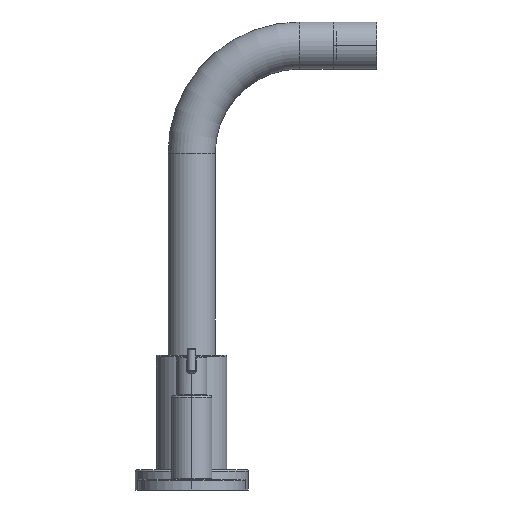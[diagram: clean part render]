
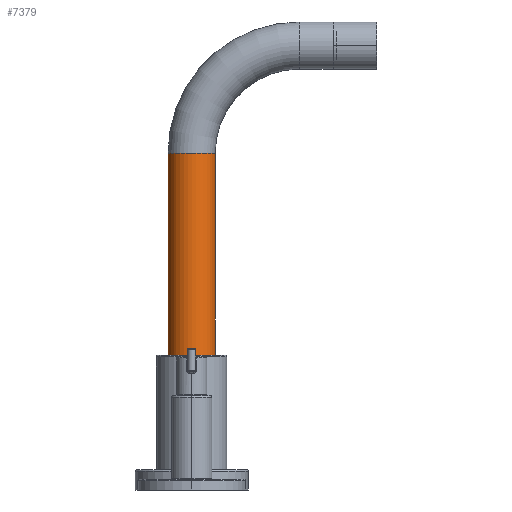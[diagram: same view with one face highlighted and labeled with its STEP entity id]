
A CAD part, left-side view. The second image highlights one B-rep face of the part: STEP entity #7379.
In plain terms, the highlighted cylindrical face has radius 11.113 mm (diameter 22.225 mm), a partial arc.
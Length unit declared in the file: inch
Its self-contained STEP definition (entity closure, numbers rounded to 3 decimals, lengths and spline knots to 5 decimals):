
#7131=DIRECTION('',(0.,0.,-1.));
#7132=VECTOR('',#7131,4.25);
#7133=CARTESIAN_POINT('',(0.,3.0675,-2.));
#7134=LINE('',#7133,#7132);
#7135=CARTESIAN_POINT('',(0.,2.63,-2.));
#7136=DIRECTION('',(0.,0.,-1.));
#7137=DIRECTION('',(0.,-1.,0.));
#7138=AXIS2_PLACEMENT_3D('',#7135,#7136,#7137);
#7140=DIRECTION('',(0.,0.,-1.));
#7141=VECTOR('',#7140,4.25);
#7142=CARTESIAN_POINT('',(0.,2.1925,-2.));
#7143=LINE('',#7142,#7141);
#7149=CARTESIAN_POINT('',(0.,2.63,-6.25));
#7150=DIRECTION('',(0.,0.,-1.));
#7151=DIRECTION('',(0.,-1.,0.));
#7152=AXIS2_PLACEMENT_3D('',#7149,#7150,#7151);
#7246=CARTESIAN_POINT('',(0.,3.0675,-2.));
#7247=CARTESIAN_POINT('',(0.,2.1925,-2.));
#7248=VERTEX_POINT('',#7246);
#7249=VERTEX_POINT('',#7247);
#7250=CARTESIAN_POINT('',(0.,3.0675,-6.25));
#7251=CARTESIAN_POINT('',(0.,2.1925,-6.25));
#7252=VERTEX_POINT('',#7250);
#7253=VERTEX_POINT('',#7251);
#7367=CARTESIAN_POINT('',(0.,2.63,-2.));
#7368=DIRECTION('',(0.,0.,-1.));
#7369=DIRECTION('',(0.,1.,0.));
#7370=AXIS2_PLACEMENT_3D('',#7367,#7368,#7369);
#7371=CYLINDRICAL_SURFACE('',#7370,0.4375);
#7372=ORIENTED_EDGE('',*,*,#7332,.F.);
#7373=ORIENTED_EDGE('',*,*,#7362,.T.);
#7375=ORIENTED_EDGE('',*,*,#7374,.T.);
#7376=ORIENTED_EDGE('',*,*,#7358,.F.);
#7377=EDGE_LOOP('',(#7372,#7373,#7375,#7376));
#7378=FACE_OUTER_BOUND('',#7377,.F.);
#7379=ADVANCED_FACE('',(#7378),#7371,.T.);
#7139=CIRCLE('',#7138,0.4375);
#7153=CIRCLE('',#7152,0.4375);
#7332=EDGE_CURVE('',#7249,#7248,#7139,.T.);
#7358=EDGE_CURVE('',#7248,#7252,#7134,.T.);
#7362=EDGE_CURVE('',#7249,#7253,#7143,.T.);
#7374=EDGE_CURVE('',#7253,#7252,#7153,.T.);
